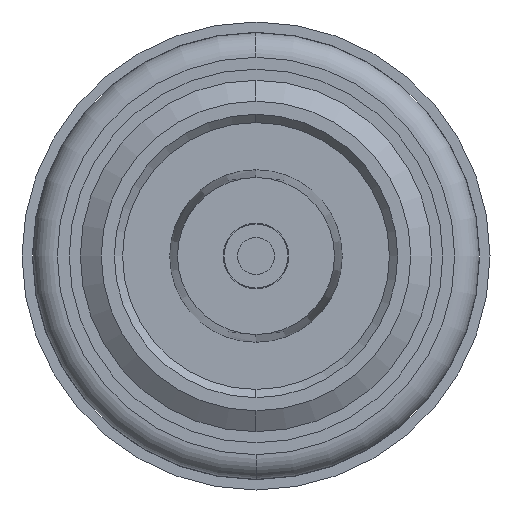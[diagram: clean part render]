
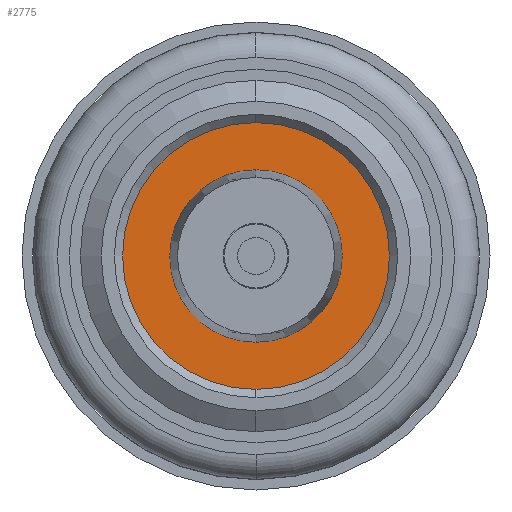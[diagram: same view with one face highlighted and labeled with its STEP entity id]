
A CAD part, left-side view. The second image highlights one B-rep face of the part: STEP entity #2775.
In plain terms, the highlighted planar face has unit normal (-1, 0, 0).
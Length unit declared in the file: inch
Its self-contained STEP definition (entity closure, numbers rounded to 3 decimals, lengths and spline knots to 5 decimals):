
#1427 = DIRECTION ( 'NONE',  ( 0., 0., 1. ) ) ;
#1428 = DIRECTION ( 'NONE',  ( -1., 0., 0. ) ) ;
#1525 = AXIS2_PLACEMENT_3D ( 'NONE', #1543, #1428, #1427 ) ;
#1543 = CARTESIAN_POINT ( 'NONE',  ( -0.205, 0., 0. ) ) ;
#1544 = CIRCLE ( 'NONE', #1525, 0.1625 ) ;
#1588 = CARTESIAN_POINT ( 'NONE',  ( -0.205, 0., 0. ) ) ;
#1595 = AXIS2_PLACEMENT_3D ( 'NONE', #1588, #1605, #1622 ) ;
#1596 = FACE_BOUND ( 'NONE', #2776, .T. ) ;
#1605 = DIRECTION ( 'NONE',  ( -1., 0., 0. ) ) ;
#1622 = DIRECTION ( 'NONE',  ( 0., 0., 1. ) ) ;
#1624 = FACE_OUTER_BOUND ( 'NONE', #2779, .T. ) ;
#1626 = PLANE ( 'NONE',  #1595 ) ;
#1763 = CARTESIAN_POINT ( 'NONE',  ( -0.205, 0., 0. ) ) ;
#1766 = CIRCLE ( 'NONE', #1792, 0.105 ) ;
#1790 = DIRECTION ( 'NONE',  ( 0., 0., 1. ) ) ;
#1791 = DIRECTION ( 'NONE',  ( -1., 0., 0. ) ) ;
#1792 = AXIS2_PLACEMENT_3D ( 'NONE', #1763, #1791, #1790 ) ;
#2031 = AXIS2_PLACEMENT_3D ( 'NONE', #2036, #2034, #2240 ) ;
#2034 = DIRECTION ( 'NONE',  ( -1., 0., 0. ) ) ;
#2036 = CARTESIAN_POINT ( 'NONE',  ( -0.205, 0., 0. ) ) ;
#2042 = CARTESIAN_POINT ( 'NONE',  ( -0.205, 0., 0. ) ) ;
#2092 = CARTESIAN_POINT ( 'NONE',  ( -0.205, 0., -0.1625 ) ) ;
#2095 = CARTESIAN_POINT ( 'NONE',  ( -0.205, 0., 0.105 ) ) ;
#2148 = CARTESIAN_POINT ( 'NONE',  ( -0.205, 0., -0.105 ) ) ;
#2156 = CIRCLE ( 'NONE', #2239, 0.1625 ) ;
#2160 = CIRCLE ( 'NONE', #2031, 0.105 ) ;
#2226 = CARTESIAN_POINT ( 'NONE',  ( -0.205, 0., 0.1625 ) ) ;
#2236 = DIRECTION ( 'NONE',  ( 0., 0., 1. ) ) ;
#2237 = DIRECTION ( 'NONE',  ( -1., 0., 0. ) ) ;
#2239 = AXIS2_PLACEMENT_3D ( 'NONE', #2042, #2237, #2236 ) ;
#2240 = DIRECTION ( 'NONE',  ( 0., 0., 1. ) ) ;
#2582 = ORIENTED_EDGE ( 'NONE', *, *, #2703, .F. ) ;
#2584 = EDGE_CURVE ( 'NONE', #2971, #2980, #1544, .T. ) ;
#2703 = EDGE_CURVE ( 'NONE', #2978, #2992, #1766, .T. ) ;
#2705 = ORIENTED_EDGE ( 'NONE', *, *, #2584, .T. ) ;
#2775 = ADVANCED_FACE ( 'NONE', ( #1624, #1596 ), #1626, .T. ) ;
#2776 = EDGE_LOOP ( 'NONE', ( #2582, #2781 ) ) ;
#2779 = EDGE_LOOP ( 'NONE', ( #2705, #2782 ) ) ;
#2781 = ORIENTED_EDGE ( 'NONE', *, *, #2970, .F. ) ;
#2782 = ORIENTED_EDGE ( 'NONE', *, *, #2972, .T. ) ;
#2970 = EDGE_CURVE ( 'NONE', #2992, #2978, #2160, .T. ) ;
#2971 = VERTEX_POINT ( 'NONE', #2226 ) ;
#2972 = EDGE_CURVE ( 'NONE', #2980, #2971, #2156, .T. ) ;
#2978 = VERTEX_POINT ( 'NONE', #2095 ) ;
#2980 = VERTEX_POINT ( 'NONE', #2092 ) ;
#2992 = VERTEX_POINT ( 'NONE', #2148 ) ;
